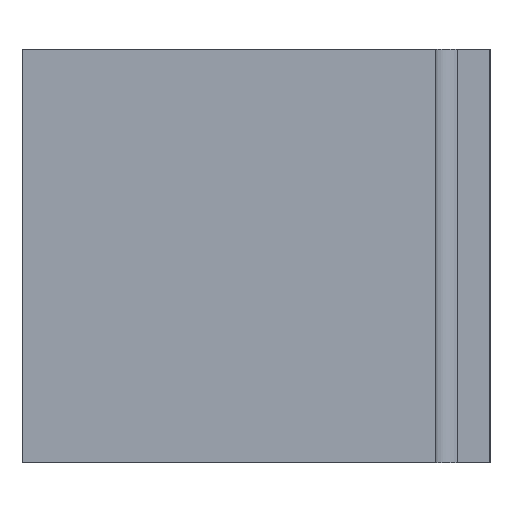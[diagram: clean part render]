
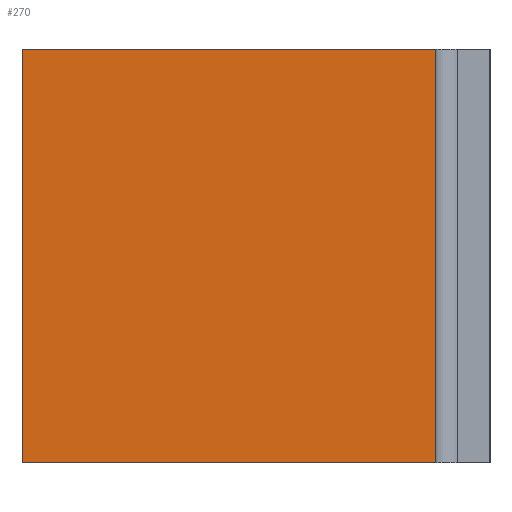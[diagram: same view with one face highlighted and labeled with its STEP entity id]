
A CAD part, left-side view. The second image highlights one B-rep face of the part: STEP entity #270.
In plain terms, the highlighted planar face has unit normal (-1, 0, 0).
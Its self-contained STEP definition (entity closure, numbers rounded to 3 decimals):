
#14 = VECTOR ( 'NONE', #734, 1000. ) ;
#25 = DIRECTION ( 'NONE',  ( 0., -1., 0. ) ) ;
#42 = DIRECTION ( 'NONE',  ( 0., 0., -1. ) ) ;
#52 = LINE ( 'NONE', #294, #14 ) ;
#56 = ORIENTED_EDGE ( 'NONE', *, *, #421, .T. ) ;
#62 = EDGE_CURVE ( 'NONE', #431, #75, #557, .T. ) ;
#75 = VERTEX_POINT ( 'NONE', #348 ) ;
#90 = PLANE ( 'NONE',  #832 ) ;
#124 = FACE_OUTER_BOUND ( 'NONE', #629, .T. ) ;
#195 = CARTESIAN_POINT ( 'NONE',  ( -86., 21.5, 19. ) ) ;
#212 = CARTESIAN_POINT ( 'NONE',  ( -86., 21.5, -19. ) ) ;
#248 = LINE ( 'NONE', #340, #651 ) ;
#270 = ADVANCED_FACE ( 'NONE', ( #124 ), #90, .F. ) ;
#294 = CARTESIAN_POINT ( 'NONE',  ( -86., 21.5, 19. ) ) ;
#295 = CARTESIAN_POINT ( 'NONE',  ( -86., 21.5, 19. ) ) ;
#340 = CARTESIAN_POINT ( 'NONE',  ( -86., -16.5, -19. ) ) ;
#348 = CARTESIAN_POINT ( 'NONE',  ( -86., -16.5, -19. ) ) ;
#350 = VECTOR ( 'NONE', #456, 1000. ) ;
#354 = CARTESIAN_POINT ( 'NONE',  ( -86., 21.5, -19. ) ) ;
#401 = CARTESIAN_POINT ( 'NONE',  ( -86., -16.5, 19. ) ) ;
#421 = EDGE_CURVE ( 'NONE', #75, #593, #248, .T. ) ;
#431 = VERTEX_POINT ( 'NONE', #354 ) ;
#456 = DIRECTION ( 'NONE',  ( 0., 0., -1. ) ) ;
#487 = DIRECTION ( 'NONE',  ( 0., 0., 1. ) ) ;
#557 = LINE ( 'NONE', #212, #680 ) ;
#569 = ORIENTED_EDGE ( 'NONE', *, *, #579, .F. ) ;
#579 = EDGE_CURVE ( 'NONE', #635, #593, #52, .T. ) ;
#593 = VERTEX_POINT ( 'NONE', #401 ) ;
#606 = LINE ( 'NONE', #697, #350 ) ;
#629 = EDGE_LOOP ( 'NONE', ( #705, #56, #569, #660 ) ) ;
#635 = VERTEX_POINT ( 'NONE', #195 ) ;
#651 = VECTOR ( 'NONE', #487, 1000. ) ;
#660 = ORIENTED_EDGE ( 'NONE', *, *, #765, .T. ) ;
#680 = VECTOR ( 'NONE', #25, 1000. ) ;
#697 = CARTESIAN_POINT ( 'NONE',  ( -86., 21.5, 19. ) ) ;
#705 = ORIENTED_EDGE ( 'NONE', *, *, #62, .T. ) ;
#730 = DIRECTION ( 'NONE',  ( 1., 0., 0. ) ) ;
#734 = DIRECTION ( 'NONE',  ( 0., -1., 0. ) ) ;
#765 = EDGE_CURVE ( 'NONE', #635, #431, #606, .T. ) ;
#832 = AXIS2_PLACEMENT_3D ( 'NONE', #295, #730, #42 ) ;
